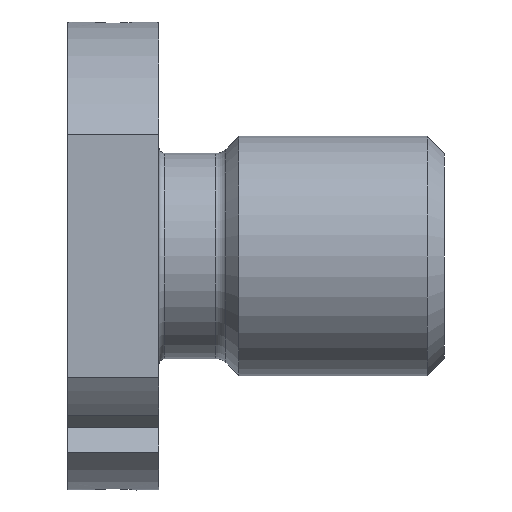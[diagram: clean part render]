
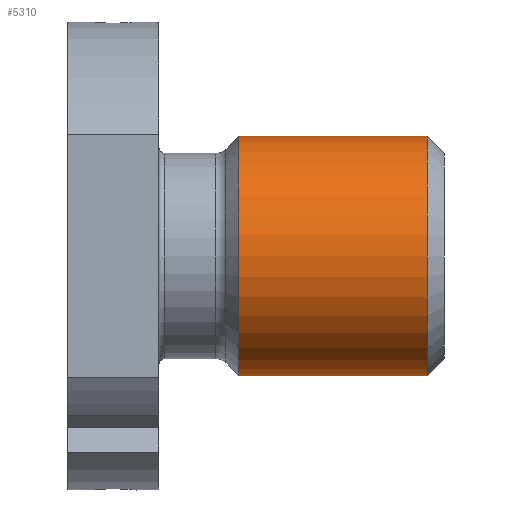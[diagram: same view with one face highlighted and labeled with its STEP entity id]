
A CAD part, front view. The second image highlights one B-rep face of the part: STEP entity #5310.
In plain terms, the highlighted cylindrical face has radius 21 mm (diameter 42 mm), a partial arc.
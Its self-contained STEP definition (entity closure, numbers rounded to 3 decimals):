
#1=CARTESIAN_POINT('',(63.,0.,0.));
#2=DIRECTION('',(-1.,0.,0.));
#3=DIRECTION('',(0.,0.,-1.));
#4=AXIS2_PLACEMENT_3D('',#1,#2,#3);
#19=DIRECTION('',(-1.,0.,0.));
#20=VECTOR('',#19,33.);
#21=CARTESIAN_POINT('',(63.,0.,-21.));
#22=LINE('',#21,#20);
#23=DIRECTION('',(-1.,0.,0.));
#24=VECTOR('',#23,33.);
#25=CARTESIAN_POINT('',(63.,0.,21.));
#26=LINE('',#25,#24);
#3970=CARTESIAN_POINT('',(30.,0.,0.));
#3971=DIRECTION('',(-1.,0.,0.));
#3972=DIRECTION('',(0.,0.,-1.));
#3973=AXIS2_PLACEMENT_3D('',#3970,#3971,#3972);
#3979=CARTESIAN_POINT('',(30.,0.,-21.));
#3980=CARTESIAN_POINT('',(30.,0.,21.));
#3981=VERTEX_POINT('',#3979);
#3982=VERTEX_POINT('',#3980);
#3983=CARTESIAN_POINT('',(63.,0.,-21.));
#3984=CARTESIAN_POINT('',(63.,0.,21.));
#3985=VERTEX_POINT('',#3983);
#3986=VERTEX_POINT('',#3984);
#5296=CARTESIAN_POINT('',(-3.3,0.,0.));
#5297=DIRECTION('',(1.,0.,0.));
#5298=DIRECTION('',(0.,0.,1.));
#5299=AXIS2_PLACEMENT_3D('',#5296,#5297,#5298);
#5300=CYLINDRICAL_SURFACE('',#5299,21.);
#5302=ORIENTED_EDGE('',*,*,#5301,.T.);
#5304=ORIENTED_EDGE('',*,*,#5303,.T.);
#5306=ORIENTED_EDGE('',*,*,#5305,.F.);
#5307=ORIENTED_EDGE('',*,*,#5286,.F.);
#5308=EDGE_LOOP('',(#5302,#5304,#5306,#5307));
#5309=FACE_OUTER_BOUND('',#5308,.F.);
#5310=ADVANCED_FACE('',(#5309),#5300,.T.);
#5=CIRCLE('',#4,21.);
#3974=CIRCLE('',#3973,21.);
#5286=EDGE_CURVE('',#3985,#3986,#5,.T.);
#5301=EDGE_CURVE('',#3985,#3981,#22,.T.);
#5303=EDGE_CURVE('',#3981,#3982,#3974,.T.);
#5305=EDGE_CURVE('',#3986,#3982,#26,.T.);
